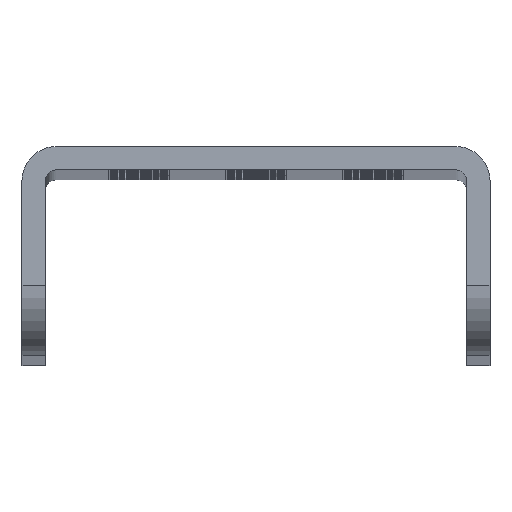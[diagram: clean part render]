
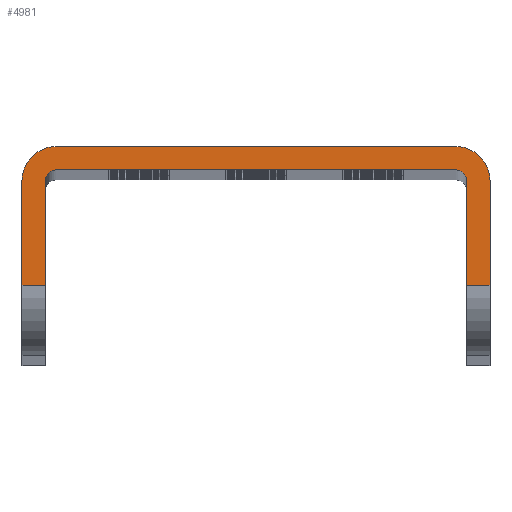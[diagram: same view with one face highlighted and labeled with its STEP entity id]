
A CAD part, top view. The second image highlights one B-rep face of the part: STEP entity #4981.
In plain terms, the highlighted planar face has unit normal (0, 0, 1).
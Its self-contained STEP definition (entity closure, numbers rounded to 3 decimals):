
#1004=FACE_OUTER_BOUND('',#1267,.T.);
#1267=EDGE_LOOP('',(#3906,#3907,#3908,#3909,#3910,#3911,#3912,#3913,#3914,
#3915,#3916,#3917));
#2268=CIRCLE('',#5251,2.34);
#2269=CIRCLE('',#5252,2.34);
#2270=CIRCLE('',#5253,0.74);
#2271=CIRCLE('',#5254,0.74);
#2778=LINE('',#7615,#2810);
#2779=LINE('',#7617,#2811);
#2780=LINE('',#7621,#2812);
#2781=LINE('',#7625,#2813);
#2782=LINE('',#7627,#2814);
#2783=LINE('',#7629,#2815);
#2784=LINE('',#7633,#2816);
#2785=LINE('',#7636,#2817);
#2810=VECTOR('',#6036,1.6);
#2811=VECTOR('',#6037,7.16);
#2812=VECTOR('',#6040,27.32);
#2813=VECTOR('',#6043,7.16);
#2814=VECTOR('',#6044,1.6);
#2815=VECTOR('',#6045,7.16);
#2816=VECTOR('',#6048,27.32);
#2817=VECTOR('',#6051,7.16);
#2846=VERTEX_POINT('',#7613);
#2847=VERTEX_POINT('',#7614);
#2848=VERTEX_POINT('',#7616);
#2849=VERTEX_POINT('',#7618);
#2850=VERTEX_POINT('',#7620);
#2851=VERTEX_POINT('',#7622);
#2852=VERTEX_POINT('',#7624);
#2853=VERTEX_POINT('',#7626);
#2854=VERTEX_POINT('',#7628);
#2855=VERTEX_POINT('',#7630);
#2856=VERTEX_POINT('',#7632);
#2857=VERTEX_POINT('',#7634);
#3368=EDGE_CURVE('',#2846,#2847,#2778,.T.);
#3369=EDGE_CURVE('',#2847,#2848,#2779,.T.);
#3370=EDGE_CURVE('',#2848,#2849,#2268,.T.);
#3371=EDGE_CURVE('',#2849,#2850,#2780,.T.);
#3372=EDGE_CURVE('',#2850,#2851,#2269,.T.);
#3373=EDGE_CURVE('',#2851,#2852,#2781,.T.);
#3374=EDGE_CURVE('',#2852,#2853,#2782,.T.);
#3375=EDGE_CURVE('',#2853,#2854,#2783,.T.);
#3376=EDGE_CURVE('',#2854,#2855,#2270,.T.);
#3377=EDGE_CURVE('',#2855,#2856,#2784,.T.);
#3378=EDGE_CURVE('',#2856,#2857,#2271,.T.);
#3379=EDGE_CURVE('',#2857,#2846,#2785,.T.);
#3906=ORIENTED_EDGE('',*,*,#3368,.T.);
#3907=ORIENTED_EDGE('',*,*,#3369,.T.);
#3908=ORIENTED_EDGE('',*,*,#3370,.T.);
#3909=ORIENTED_EDGE('',*,*,#3371,.T.);
#3910=ORIENTED_EDGE('',*,*,#3372,.T.);
#3911=ORIENTED_EDGE('',*,*,#3373,.T.);
#3912=ORIENTED_EDGE('',*,*,#3374,.T.);
#3913=ORIENTED_EDGE('',*,*,#3375,.T.);
#3914=ORIENTED_EDGE('',*,*,#3376,.T.);
#3915=ORIENTED_EDGE('',*,*,#3377,.T.);
#3916=ORIENTED_EDGE('',*,*,#3378,.T.);
#3917=ORIENTED_EDGE('',*,*,#3379,.T.);
#4971=PLANE('',#5250);
#4981=ADVANCED_FACE('',(#1004),#4971,.T.);
#5250=AXIS2_PLACEMENT_3D('',#7612,#6034,#6035);
#5251=AXIS2_PLACEMENT_3D('',#7619,#6038,#6039);
#5252=AXIS2_PLACEMENT_3D('',#7623,#6041,#6042);
#5253=AXIS2_PLACEMENT_3D('',#7631,#6046,#6047);
#5254=AXIS2_PLACEMENT_3D('',#7635,#6049,#6050);
#6034=DIRECTION('center_axis',(0.,0.,1.));
#6035=DIRECTION('ref_axis',(1.,0.,0.));
#6036=DIRECTION('',(1.,0.,0.));
#6037=DIRECTION('',(0.,1.,0.));
#6038=DIRECTION('center_axis',(0.,0.,1.));
#6039=DIRECTION('ref_axis',(1.,0.,0.));
#6040=DIRECTION('',(-1.,0.,0.));
#6041=DIRECTION('center_axis',(0.,0.,1.));
#6042=DIRECTION('ref_axis',(0.,1.,0.));
#6043=DIRECTION('',(0.,-1.,0.));
#6044=DIRECTION('',(1.,0.,0.));
#6045=DIRECTION('',(0.,1.,0.));
#6046=DIRECTION('center_axis',(0.,0.,-1.));
#6047=DIRECTION('ref_axis',(-1.,0.,0.));
#6048=DIRECTION('',(1.,0.,0.));
#6049=DIRECTION('center_axis',(0.,0.,-1.));
#6050=DIRECTION('ref_axis',(0.,1.,0.));
#6051=DIRECTION('',(0.,-1.,0.));
#7612=CARTESIAN_POINT('Origin',(0.,0.,196.));
#7613=CARTESIAN_POINT('',(14.4,-9.5,196.));
#7614=CARTESIAN_POINT('',(16.,-9.5,196.));
#7615=CARTESIAN_POINT('',(14.4,-9.5,196.));
#7616=CARTESIAN_POINT('',(16.,-2.34,196.));
#7617=CARTESIAN_POINT('',(16.,-9.5,196.));
#7618=CARTESIAN_POINT('',(13.66,0.,196.));
#7619=CARTESIAN_POINT('Origin',(13.66,-2.34,196.));
#7620=CARTESIAN_POINT('',(-13.66,0.,196.));
#7621=CARTESIAN_POINT('',(13.66,0.,196.));
#7622=CARTESIAN_POINT('',(-16.,-2.34,196.));
#7623=CARTESIAN_POINT('Origin',(-13.66,-2.34,196.));
#7624=CARTESIAN_POINT('',(-16.,-9.5,196.));
#7625=CARTESIAN_POINT('',(-16.,-2.34,196.));
#7626=CARTESIAN_POINT('',(-14.4,-9.5,196.));
#7627=CARTESIAN_POINT('',(-16.,-9.5,196.));
#7628=CARTESIAN_POINT('',(-14.4,-2.34,196.));
#7629=CARTESIAN_POINT('',(-14.4,-9.5,196.));
#7630=CARTESIAN_POINT('',(-13.66,-1.6,196.));
#7631=CARTESIAN_POINT('Origin',(-13.66,-2.34,196.));
#7632=CARTESIAN_POINT('',(13.66,-1.6,196.));
#7633=CARTESIAN_POINT('',(-13.66,-1.6,196.));
#7634=CARTESIAN_POINT('',(14.4,-2.34,196.));
#7635=CARTESIAN_POINT('Origin',(13.66,-2.34,196.));
#7636=CARTESIAN_POINT('',(14.4,-2.34,196.));
